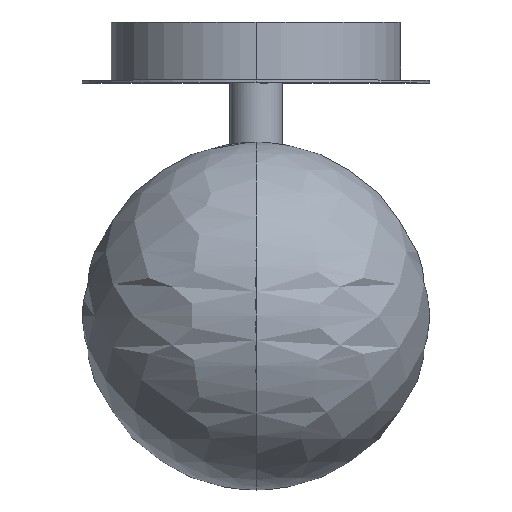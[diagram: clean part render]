
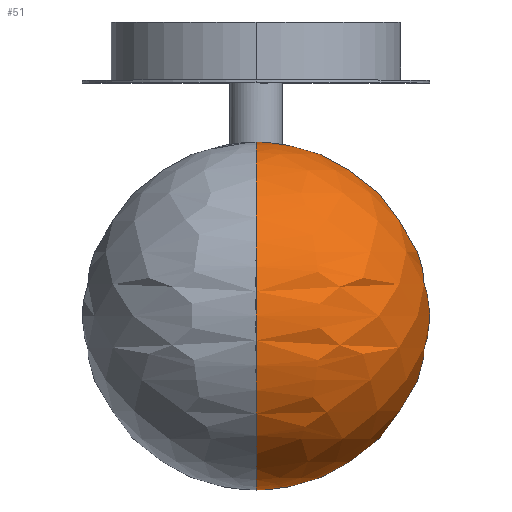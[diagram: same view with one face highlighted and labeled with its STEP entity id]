
A CAD part, top view. The second image highlights one B-rep face of the part: STEP entity #51.
In plain terms, the highlighted free-form (B-spline) face has degree [2, 2] with [5, 5] control points.
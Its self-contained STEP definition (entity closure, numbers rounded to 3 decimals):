
#51=ADVANCED_FACE('',(#80),#376,.T.);
#80=FACE_OUTER_BOUND('',#109,.T.);
#109=EDGE_LOOP('',(#168,#169,#170,#171));
#168=ORIENTED_EDGE('',*,*,#253,.T.);
#169=ORIENTED_EDGE('',*,*,#245,.F.);
#170=ORIENTED_EDGE('',*,*,#244,.T.);
#171=ORIENTED_EDGE('',*,*,#246,.F.);
#244=EDGE_CURVE('',#340,#341,#295,.T.);
#245=EDGE_CURVE('',#340,#343,#296,.T.);
#246=EDGE_CURVE('',#342,#341,#297,.T.);
#253=EDGE_CURVE('',#342,#343,#321,.T.);
#295=(
BOUNDED_CURVE()
B_SPLINE_CURVE(2,(#811,#812,#813,#814,#815),.UNSPECIFIED.,.F.,.F.)
B_SPLINE_CURVE_WITH_KNOTS((3,2,3),(-94.248,0.,94.248),
 .UNSPECIFIED.)
CURVE()
GEOMETRIC_REPRESENTATION_ITEM()
RATIONAL_B_SPLINE_CURVE((1.,0.707,1.,0.707,1.))
REPRESENTATION_ITEM('')
);
#296=(
BOUNDED_CURVE()
B_SPLINE_CURVE(2,(#816,#817,#818),.UNSPECIFIED.,.F.,.F.)
B_SPLINE_CURVE_WITH_KNOTS((3,3),(-94.248,-18.95),
 .UNSPECIFIED.)
CURVE()
GEOMETRIC_REPRESENTATION_ITEM()
RATIONAL_B_SPLINE_CURVE((1.,0.804,1.))
REPRESENTATION_ITEM('')
);
#297=(
BOUNDED_CURVE()
B_SPLINE_CURVE(2,(#819,#820,#821),.UNSPECIFIED.,.F.,.F.)
B_SPLINE_CURVE_WITH_KNOTS((3,3),(18.95,94.248),
 .UNSPECIFIED.)
CURVE()
GEOMETRIC_REPRESENTATION_ITEM()
RATIONAL_B_SPLINE_CURVE((1.,0.804,1.))
REPRESENTATION_ITEM('')
);
#321=B_SPLINE_CURVE_WITH_KNOTS('',3,(#857,#858,#859,#860,#861,#862,#863,
#864,#865,#866,#867),.UNSPECIFIED.,.F.,.F.,(4,2,3,2,4),(0.,14.125,
28.249,42.374,56.498),.UNSPECIFIED.);
#340=VERTEX_POINT('',#803);
#341=VERTEX_POINT('',#804);
#342=VERTEX_POINT('',#805);
#343=VERTEX_POINT('',#806);
#376=(
BOUNDED_SURFACE()
B_SPLINE_SURFACE(2,2,((#659,#660,#661,#662,#663),(#664,#665,#666,#667,#668),
(#669,#670,#671,#672,#673),(#674,#675,#676,#677,#678),(#679,#680,#681,#682,
#683)),.UNSPECIFIED.,.F.,.F.,.F.)
B_SPLINE_SURFACE_WITH_KNOTS((3,2,3),(3,2,3),(-94.248,0.,94.248),
(0.,94.248,188.496),.UNSPECIFIED.)
GEOMETRIC_REPRESENTATION_ITEM()
RATIONAL_B_SPLINE_SURFACE(((1.,0.707,1.,0.707,1.),
(0.707,0.5,0.707,0.5,0.707),(1.,0.707,
1.,0.707,1.),(0.707,0.5,0.707,0.5,0.707),
(1.,0.707,1.,0.707,1.)))
REPRESENTATION_ITEM('')
SURFACE()
);
#659=CARTESIAN_POINT('',(0.,60.,893.536));
#660=CARTESIAN_POINT('',(0.,60.,893.536));
#661=CARTESIAN_POINT('',(0.,60.,893.536));
#662=CARTESIAN_POINT('',(0.,60.,893.536));
#663=CARTESIAN_POINT('',(0.,60.,893.536));
#664=CARTESIAN_POINT('',(0.,60.,953.536));
#665=CARTESIAN_POINT('',(60.,60.,953.536));
#666=CARTESIAN_POINT('',(60.,60.,893.536));
#667=CARTESIAN_POINT('',(60.,60.,833.536));
#668=CARTESIAN_POINT('',(0.,60.,833.536));
#669=CARTESIAN_POINT('',(0.,0.,953.536));
#670=CARTESIAN_POINT('',(60.,0.,953.536));
#671=CARTESIAN_POINT('',(60.,0.,893.536));
#672=CARTESIAN_POINT('',(60.,0.,833.536));
#673=CARTESIAN_POINT('',(0.,0.,833.536));
#674=CARTESIAN_POINT('',(0.,-60.,953.536));
#675=CARTESIAN_POINT('',(60.,-60.,953.536));
#676=CARTESIAN_POINT('',(60.,-60.,893.536));
#677=CARTESIAN_POINT('',(60.,-60.,833.536));
#678=CARTESIAN_POINT('',(0.,-60.,833.536));
#679=CARTESIAN_POINT('',(0.,-60.,893.536));
#680=CARTESIAN_POINT('',(0.,-60.,893.536));
#681=CARTESIAN_POINT('',(0.,-60.,893.536));
#682=CARTESIAN_POINT('',(0.,-60.,893.536));
#683=CARTESIAN_POINT('',(0.,-60.,893.536));
#803=CARTESIAN_POINT('',(0.,60.,893.536));
#804=CARTESIAN_POINT('',(0.,-60.,893.536));
#805=CARTESIAN_POINT('',(0.,-17.53,836.154));
#806=CARTESIAN_POINT('',(0.,17.53,836.154));
#811=CARTESIAN_POINT('',(0.,60.,893.536));
#812=CARTESIAN_POINT('',(0.,60.,953.536));
#813=CARTESIAN_POINT('',(0.,0.,953.536));
#814=CARTESIAN_POINT('',(0.,-60.,953.536));
#815=CARTESIAN_POINT('',(0.,-60.,893.536));
#816=CARTESIAN_POINT('',(0.,60.,893.536));
#817=CARTESIAN_POINT('',(0.,60.,849.128));
#818=CARTESIAN_POINT('',(0.,17.53,836.154));
#819=CARTESIAN_POINT('',(0.,-17.53,836.154));
#820=CARTESIAN_POINT('',(0.,-60.,849.128));
#821=CARTESIAN_POINT('',(0.,-60.,893.536));
#857=CARTESIAN_POINT('',(0.,-17.53,836.154));
#858=CARTESIAN_POINT('',(4.649,-17.53,836.154));
#859=CARTESIAN_POINT('',(9.108,-15.683,836.154));
#860=CARTESIAN_POINT('',(15.683,-9.108,836.154));
#861=CARTESIAN_POINT('',(17.53,-4.649,836.154));
#862=CARTESIAN_POINT('',(17.53,0.,836.154));
#863=CARTESIAN_POINT('',(17.53,4.649,836.154));
#864=CARTESIAN_POINT('',(15.683,9.108,836.154));
#865=CARTESIAN_POINT('',(9.108,15.683,836.154));
#866=CARTESIAN_POINT('',(4.649,17.53,836.154));
#867=CARTESIAN_POINT('',(0.,17.53,836.154));
